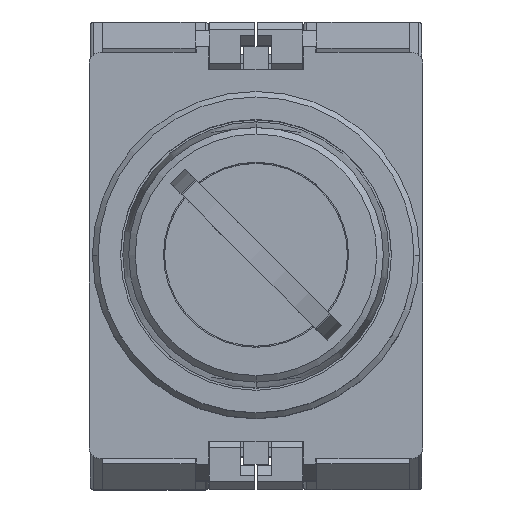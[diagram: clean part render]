
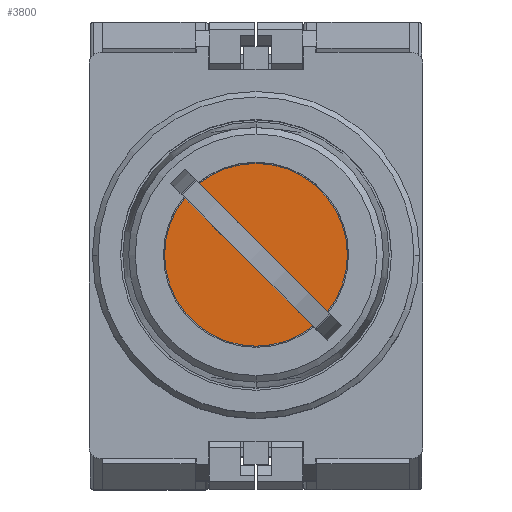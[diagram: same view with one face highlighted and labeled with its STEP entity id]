
A CAD part, top view. The second image highlights one B-rep face of the part: STEP entity #3800.
In plain terms, the highlighted planar face has unit normal (0, 0, 1).
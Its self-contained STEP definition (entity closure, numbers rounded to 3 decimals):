
#392 = PLANE ( 'NONE',  #10343 ) ;
#860 = DIRECTION ( 'NONE',  ( 1., 0., 0. ) ) ;
#1476 = CIRCLE ( 'NONE', #9301, 8.1 ) ;
#1483 = ORIENTED_EDGE ( 'NONE', *, *, #11772, .T. ) ;
#1557 = AXIS2_PLACEMENT_3D ( 'NONE', #6192, #10447, #860 ) ;
#2430 = DIRECTION ( 'NONE',  ( 1., 0., 0. ) ) ;
#2811 = ORIENTED_EDGE ( 'NONE', *, *, #6564, .T. ) ;
#3800 = ADVANCED_FACE ( 'NONE', ( #9985 ), #392, .F. ) ;
#4539 = CARTESIAN_POINT ( 'NONE',  ( 0., 0., 22.4 ) ) ;
#4688 = CARTESIAN_POINT ( 'NONE',  ( 8.197, -8.197, 22.4 ) ) ;
#5364 = VERTEX_POINT ( 'NONE', #11708 ) ;
#6192 = CARTESIAN_POINT ( 'NONE',  ( 0., 0., 22.4 ) ) ;
#6564 = EDGE_CURVE ( 'NONE', #9886, #5364, #1476, .T. ) ;
#7576 = CIRCLE ( 'NONE', #1557, 8.1 ) ;
#7991 = CARTESIAN_POINT ( 'NONE',  ( 8.1, 0., 22.4 ) ) ;
#8934 = DIRECTION ( 'NONE',  ( 0., 0., -1. ) ) ;
#9301 = AXIS2_PLACEMENT_3D ( 'NONE', #4539, #11983, #2430 ) ;
#9886 = VERTEX_POINT ( 'NONE', #7991 ) ;
#9985 = FACE_OUTER_BOUND ( 'NONE', #13781, .T. ) ;
#10343 = AXIS2_PLACEMENT_3D ( 'NONE', #4688, #8934, #13186 ) ;
#10447 = DIRECTION ( 'NONE',  ( 0., 0., 1. ) ) ;
#11708 = CARTESIAN_POINT ( 'NONE',  ( -8.1, 0., 22.4 ) ) ;
#11772 = EDGE_CURVE ( 'NONE', #5364, #9886, #7576, .T. ) ;
#11983 = DIRECTION ( 'NONE',  ( 0., 0., 1. ) ) ;
#13186 = DIRECTION ( 'NONE',  ( -1., 0., 0. ) ) ;
#13781 = EDGE_LOOP ( 'NONE', ( #2811, #1483 ) ) ;
